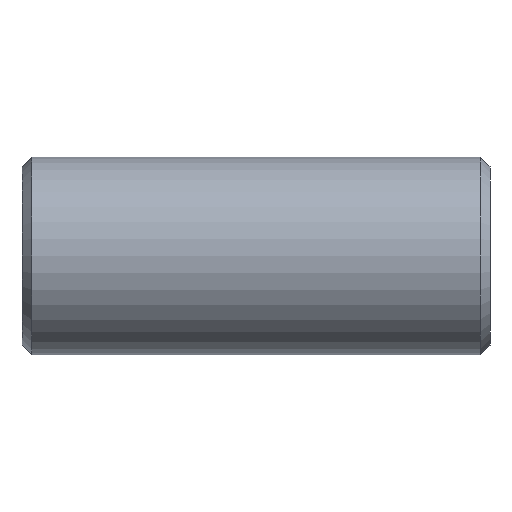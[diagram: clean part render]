
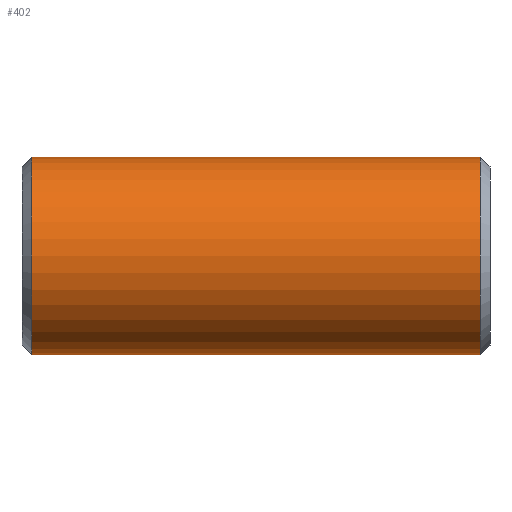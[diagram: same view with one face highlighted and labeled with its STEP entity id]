
A CAD part, front view. The second image highlights one B-rep face of the part: STEP entity #402.
In plain terms, the highlighted cylindrical face has radius 24.13 mm (diameter 48.26 mm), a partial arc.
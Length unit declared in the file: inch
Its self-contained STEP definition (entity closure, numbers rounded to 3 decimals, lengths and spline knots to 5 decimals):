
#27 = CARTESIAN_POINT ( 'NONE',  ( 2.25, 0., 0.95 ) ) ;
#39 = LINE ( 'NONE', #287, #413 ) ;
#58 = VERTEX_POINT ( 'NONE', #488 ) ;
#65 = VERTEX_POINT ( 'NONE', #208 ) ;
#66 = CIRCLE ( 'NONE', #570, 0.95 ) ;
#114 = EDGE_LOOP ( 'NONE', ( #182, #526, #377, #478 ) ) ;
#182 = ORIENTED_EDGE ( 'NONE', *, *, #361, .F. ) ;
#208 = CARTESIAN_POINT ( 'NONE',  ( 2.15633, 0., -0.95 ) ) ;
#245 = FACE_OUTER_BOUND ( 'NONE', #114, .T. ) ;
#253 = VERTEX_POINT ( 'NONE', #269 ) ;
#257 = DIRECTION ( 'NONE',  ( -1., 0., 0. ) ) ;
#269 = CARTESIAN_POINT ( 'NONE',  ( -2.15633, 0., 0.95 ) ) ;
#271 = DIRECTION ( 'NONE',  ( -1., 0., 0. ) ) ;
#278 = DIRECTION ( 'NONE',  ( -1., 0., 0. ) ) ;
#287 = CARTESIAN_POINT ( 'NONE',  ( 2.25, 0., -0.95 ) ) ;
#329 = VERTEX_POINT ( 'NONE', #656 ) ;
#349 = EDGE_CURVE ( 'NONE', #65, #58, #66, .T. ) ;
#351 = CYLINDRICAL_SURFACE ( 'NONE', #435, 0.95 ) ;
#361 = EDGE_CURVE ( 'NONE', #65, #329, #39, .T. ) ;
#377 = ORIENTED_EDGE ( 'NONE', *, *, #720, .T. ) ;
#402 = ADVANCED_FACE ( 'NONE', ( #245 ), #351, .T. ) ;
#405 = DIRECTION ( 'NONE',  ( 1., 0., 0. ) ) ;
#413 = VECTOR ( 'NONE', #278, 39.37008 ) ;
#421 = EDGE_CURVE ( 'NONE', #253, #329, #603, .T. ) ;
#435 = AXIS2_PLACEMENT_3D ( 'NONE', #576, #751, #588 ) ;
#458 = DIRECTION ( 'NONE',  ( 0., 0., 1. ) ) ;
#471 = CARTESIAN_POINT ( 'NONE',  ( -2.15633, 0., 0. ) ) ;
#478 = ORIENTED_EDGE ( 'NONE', *, *, #421, .T. ) ;
#483 = DIRECTION ( 'NONE',  ( 0., 0., -1. ) ) ;
#488 = CARTESIAN_POINT ( 'NONE',  ( 2.15633, 0., 0.95 ) ) ;
#526 = ORIENTED_EDGE ( 'NONE', *, *, #349, .T. ) ;
#540 = CARTESIAN_POINT ( 'NONE',  ( 2.15633, 0., 0. ) ) ;
#570 = AXIS2_PLACEMENT_3D ( 'NONE', #540, #257, #483 ) ;
#576 = CARTESIAN_POINT ( 'NONE',  ( 2.25, 0., 0. ) ) ;
#588 = DIRECTION ( 'NONE',  ( 0., 0., 1. ) ) ;
#603 = CIRCLE ( 'NONE', #725, 0.95 ) ;
#606 = VECTOR ( 'NONE', #271, 39.37008 ) ;
#614 = LINE ( 'NONE', #27, #606 ) ;
#656 = CARTESIAN_POINT ( 'NONE',  ( -2.15633, 0., -0.95 ) ) ;
#720 = EDGE_CURVE ( 'NONE', #58, #253, #614, .T. ) ;
#725 = AXIS2_PLACEMENT_3D ( 'NONE', #471, #405, #458 ) ;
#751 = DIRECTION ( 'NONE',  ( -1., 0., 0. ) ) ;
